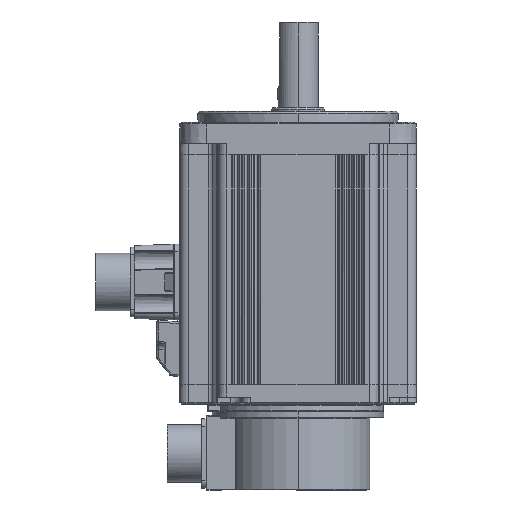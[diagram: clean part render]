
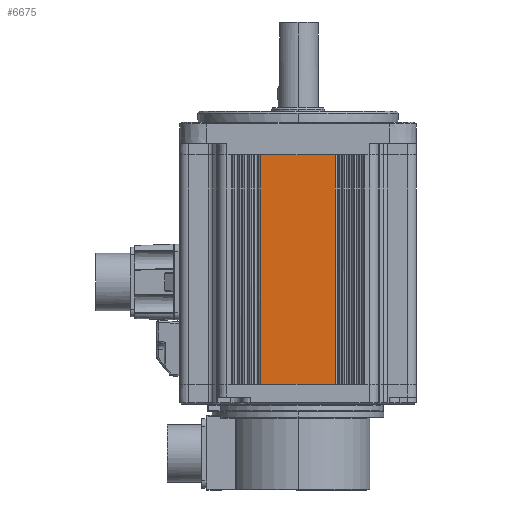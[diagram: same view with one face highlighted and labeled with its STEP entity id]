
A CAD part, left-side view. The second image highlights one B-rep face of the part: STEP entity #6675.
In plain terms, the highlighted planar face has unit normal (-1, 0, 0).
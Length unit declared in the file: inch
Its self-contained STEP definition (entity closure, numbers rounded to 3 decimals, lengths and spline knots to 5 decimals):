
#2713 = DIRECTION ( 'NONE',  ( 0., -1., 0. ) ) ;
#2941 = ORIENTED_EDGE ( 'NONE', *, *, #17909, .F. ) ;
#3072 = CARTESIAN_POINT ( 'NONE',  ( -2.55906, 0.8074, 4.96063 ) ) ;
#3180 = CARTESIAN_POINT ( 'NONE',  ( -2.55906, 0.8074, 2.48031 ) ) ;
#4285 = DIRECTION ( 'NONE',  ( 0., 0., -1. ) ) ;
#4807 = LINE ( 'NONE', #3180, #25641 ) ;
#4813 = CARTESIAN_POINT ( 'NONE',  ( -2.55906, -0.8074, 0. ) ) ;
#4955 = DIRECTION ( 'NONE',  ( 0., -1., 0. ) ) ;
#5969 = EDGE_CURVE ( 'NONE', #12372, #21540, #28426, .T. ) ;
#6675 = ADVANCED_FACE ( 'NONE', ( #10929 ), #10869, .F. ) ;
#7928 = LINE ( 'NONE', #11013, #19182 ) ;
#9549 = CARTESIAN_POINT ( 'NONE',  ( -2.55906, 0., 4.96063 ) ) ;
#9790 = ORIENTED_EDGE ( 'NONE', *, *, #20517, .T. ) ;
#10869 = PLANE ( 'NONE',  #11453 ) ;
#10929 = FACE_OUTER_BOUND ( 'NONE', #27084, .T. ) ;
#11013 = CARTESIAN_POINT ( 'NONE',  ( -2.55906, -0.8074, 2.48031 ) ) ;
#11453 = AXIS2_PLACEMENT_3D ( 'NONE', #20089, #26623, #28898 ) ;
#12051 = DIRECTION ( 'NONE',  ( 0., 0., 1. ) ) ;
#12372 = VERTEX_POINT ( 'NONE', #3072 ) ;
#13960 = VECTOR ( 'NONE', #2713, 39.37008 ) ;
#17909 = EDGE_CURVE ( 'NONE', #27173, #12372, #4807, .T. ) ;
#18338 = CARTESIAN_POINT ( 'NONE',  ( -2.55906, 0.8074, 0. ) ) ;
#19182 = VECTOR ( 'NONE', #4285, 39.37008 ) ;
#19597 = LINE ( 'NONE', #22998, #20286 ) ;
#20089 = CARTESIAN_POINT ( 'NONE',  ( -2.55906, 0., 2.48031 ) ) ;
#20286 = VECTOR ( 'NONE', #4955, 39.37008 ) ;
#20517 = EDGE_CURVE ( 'NONE', #27173, #23068, #19597, .T. ) ;
#20653 = CARTESIAN_POINT ( 'NONE',  ( -2.55906, -0.8074, 4.96063 ) ) ;
#21540 = VERTEX_POINT ( 'NONE', #20653 ) ;
#22558 = EDGE_CURVE ( 'NONE', #21540, #23068, #7928, .T. ) ;
#22998 = CARTESIAN_POINT ( 'NONE',  ( -2.55906, 0., 0. ) ) ;
#23068 = VERTEX_POINT ( 'NONE', #4813 ) ;
#25641 = VECTOR ( 'NONE', #12051, 39.37008 ) ;
#26110 = ORIENTED_EDGE ( 'NONE', *, *, #5969, .F. ) ;
#26623 = DIRECTION ( 'NONE',  ( 1., 0., 0. ) ) ;
#27084 = EDGE_LOOP ( 'NONE', ( #26110, #2941, #9790, #28364 ) ) ;
#27173 = VERTEX_POINT ( 'NONE', #18338 ) ;
#28364 = ORIENTED_EDGE ( 'NONE', *, *, #22558, .F. ) ;
#28426 = LINE ( 'NONE', #9549, #13960 ) ;
#28898 = DIRECTION ( 'NONE',  ( 0., 0., -1. ) ) ;
